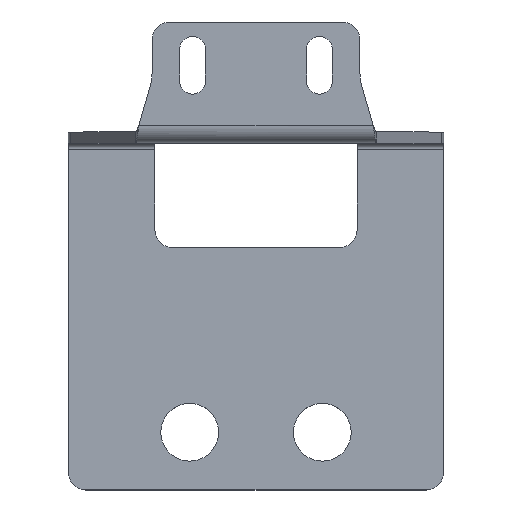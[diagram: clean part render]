
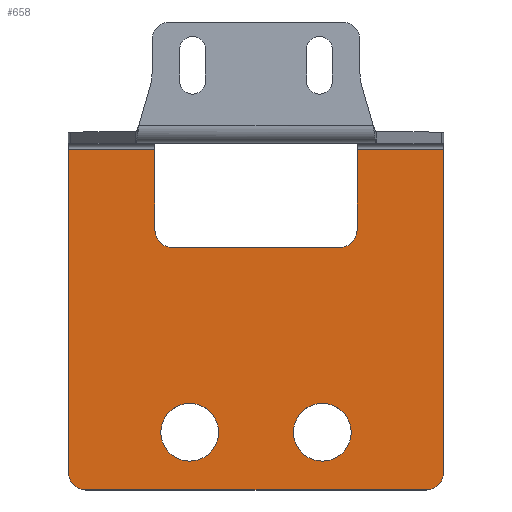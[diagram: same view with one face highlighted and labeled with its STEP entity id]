
A CAD part, top view. The second image highlights one B-rep face of the part: STEP entity #658.
In plain terms, the highlighted planar face has unit normal (0, 0, 1).
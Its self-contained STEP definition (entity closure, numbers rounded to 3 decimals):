
#29 = EDGE_LOOP ( 'NONE', ( #567, #1775 ) ) ;
#54 = DIRECTION ( 'NONE',  ( 0., 0., -1. ) ) ;
#64 = CARTESIAN_POINT ( 'NONE',  ( 11.5, -15., 0. ) ) ;
#68 = LINE ( 'NONE', #1930, #1632 ) ;
#88 = ORIENTED_EDGE ( 'NONE', *, *, #1543, .T. ) ;
#94 = CARTESIAN_POINT ( 'NONE',  ( 17.5, 0., 0. ) ) ;
#120 = ORIENTED_EDGE ( 'NONE', *, *, #392, .F. ) ;
#129 = DIRECTION ( 'NONE',  ( 0., 0., -1. ) ) ;
#140 = LINE ( 'NONE', #1223, #889 ) ;
#141 = EDGE_CURVE ( 'NONE', #956, #1907, #940, .T. ) ;
#145 = CARTESIAN_POINT ( 'NONE',  ( 32.5, 34., 0. ) ) ;
#149 = CIRCLE ( 'NONE', #204, 3. ) ;
#175 = EDGE_CURVE ( 'NONE', #709, #784, #140, .T. ) ;
#183 = ORIENTED_EDGE ( 'NONE', *, *, #592, .F. ) ;
#204 = AXIS2_PLACEMENT_3D ( 'NONE', #1001, #992, #1355 ) ;
#219 = AXIS2_PLACEMENT_3D ( 'NONE', #1720, #331, #1253 ) ;
#232 = EDGE_CURVE ( 'NONE', #1688, #1318, #1506, .T. ) ;
#236 = CARTESIAN_POINT ( 'NONE',  ( 29.5, -25., 0. ) ) ;
#260 = VECTOR ( 'NONE', #903, 1000. ) ;
#297 = CARTESIAN_POINT ( 'NONE',  ( 14.5, 17., 0. ) ) ;
#301 = DIRECTION ( 'NONE',  ( 0., 1., 0. ) ) ;
#304 = VERTEX_POINT ( 'NONE', #1807 ) ;
#323 = CIRCLE ( 'NONE', #832, 5. ) ;
#331 = DIRECTION ( 'NONE',  ( 0., 0., 1. ) ) ;
#341 = DIRECTION ( 'NONE',  ( 0., 0., -1. ) ) ;
#357 = ORIENTED_EDGE ( 'NONE', *, *, #141, .F. ) ;
#383 = CARTESIAN_POINT ( 'NONE',  ( -6.5, -15., 0. ) ) ;
#392 = EDGE_CURVE ( 'NONE', #1907, #304, #68, .T. ) ;
#410 = ORIENTED_EDGE ( 'NONE', *, *, #232, .F. ) ;
#415 = CARTESIAN_POINT ( 'NONE',  ( -32.5, -22., 0. ) ) ;
#500 = CARTESIAN_POINT ( 'NONE',  ( 17.5, 20., 0. ) ) ;
#538 = AXIS2_PLACEMENT_3D ( 'NONE', #1172, #129, #1024 ) ;
#550 = DIRECTION ( 'NONE',  ( 0., -1., 0. ) ) ;
#553 = LINE ( 'NONE', #1601, #597 ) ;
#567 = ORIENTED_EDGE ( 'NONE', *, *, #1646, .T. ) ;
#572 = AXIS2_PLACEMENT_3D ( 'NONE', #850, #341, #1425 ) ;
#590 = AXIS2_PLACEMENT_3D ( 'NONE', #848, #1774, #690 ) ;
#592 = EDGE_CURVE ( 'NONE', #947, #1481, #323, .T. ) ;
#597 = VECTOR ( 'NONE', #833, 1000. ) ;
#607 = CARTESIAN_POINT ( 'NONE',  ( -29.5, -25., 0. ) ) ;
#609 = AXIS2_PLACEMENT_3D ( 'NONE', #1184, #1031, #1804 ) ;
#613 = DIRECTION ( 'NONE',  ( 1., 0., 0. ) ) ;
#621 = VECTOR ( 'NONE', #1339, 1000. ) ;
#623 = CARTESIAN_POINT ( 'NONE',  ( -32.5, 34., 0. ) ) ;
#631 = VERTEX_POINT ( 'NONE', #500 ) ;
#658 = ADVANCED_FACE ( 'NONE', ( #1004, #1554, #1824 ), #1410, .T. ) ;
#673 = EDGE_CURVE ( 'NONE', #956, #1138, #553, .T. ) ;
#681 = CARTESIAN_POINT ( 'NONE',  ( -16.5, -15., 0. ) ) ;
#690 = DIRECTION ( 'NONE',  ( -1., 0., 0. ) ) ;
#700 = CIRCLE ( 'NONE', #1341, 3. ) ;
#709 = VERTEX_POINT ( 'NONE', #1448 ) ;
#717 = CARTESIAN_POINT ( 'NONE',  ( 0., 17., 0. ) ) ;
#754 = CARTESIAN_POINT ( 'NONE',  ( -29.5, -22., 0. ) ) ;
#760 = DIRECTION ( 'NONE',  ( 1., 0., 0. ) ) ;
#779 = CARTESIAN_POINT ( 'NONE',  ( 16.5, -15., 0. ) ) ;
#784 = VERTEX_POINT ( 'NONE', #145 ) ;
#832 = AXIS2_PLACEMENT_3D ( 'NONE', #64, #967, #1885 ) ;
#833 = DIRECTION ( 'NONE',  ( 0., -1., 0. ) ) ;
#848 = CARTESIAN_POINT ( 'NONE',  ( -11.5, -15., 0. ) ) ;
#850 = CARTESIAN_POINT ( 'NONE',  ( -11.5, -15., 0. ) ) ;
#862 = ORIENTED_EDGE ( 'NONE', *, *, #1331, .F. ) ;
#863 = CIRCLE ( 'NONE', #572, 5. ) ;
#867 = EDGE_CURVE ( 'NONE', #1303, #304, #1479, .T. ) ;
#878 = EDGE_CURVE ( 'NONE', #1499, #784, #1892, .T. ) ;
#887 = EDGE_CURVE ( 'NONE', #1303, #1503, #1162, .T. ) ;
#889 = VECTOR ( 'NONE', #301, 1000. ) ;
#903 = DIRECTION ( 'NONE',  ( 1., 0., 0. ) ) ;
#907 = ORIENTED_EDGE ( 'NONE', *, *, #887, .F. ) ;
#925 = CIRCLE ( 'NONE', #590, 5. ) ;
#940 = LINE ( 'NONE', #1841, #1706 ) ;
#947 = VERTEX_POINT ( 'NONE', #1385 ) ;
#953 = DIRECTION ( 'NONE',  ( 1., 0., 0. ) ) ;
#956 = VERTEX_POINT ( 'NONE', #623 ) ;
#967 = DIRECTION ( 'NONE',  ( 0., 0., 1. ) ) ;
#992 = DIRECTION ( 'NONE',  ( 0., 0., 1. ) ) ;
#1001 = CARTESIAN_POINT ( 'NONE',  ( 29.5, -22., 0. ) ) ;
#1004 = FACE_OUTER_BOUND ( 'NONE', #1538, .T. ) ;
#1024 = DIRECTION ( 'NONE',  ( 1., 0., 0. ) ) ;
#1031 = DIRECTION ( 'NONE',  ( 0., 0., 1. ) ) ;
#1048 = DIRECTION ( 'NONE',  ( -1., 0., 0. ) ) ;
#1098 = CARTESIAN_POINT ( 'NONE',  ( 14.5, 20., 0. ) ) ;
#1138 = VERTEX_POINT ( 'NONE', #415 ) ;
#1139 = EDGE_CURVE ( 'NONE', #1209, #1177, #863, .T. ) ;
#1161 = ORIENTED_EDGE ( 'NONE', *, *, #1854, .T. ) ;
#1162 = LINE ( 'NONE', #717, #621 ) ;
#1172 = CARTESIAN_POINT ( 'NONE',  ( -14.5, 20., 0. ) ) ;
#1176 = ORIENTED_EDGE ( 'NONE', *, *, #1222, .F. ) ;
#1177 = VERTEX_POINT ( 'NONE', #383 ) ;
#1184 = CARTESIAN_POINT ( 'NONE',  ( 11.5, -15., 0. ) ) ;
#1209 = VERTEX_POINT ( 'NONE', #681 ) ;
#1222 = EDGE_CURVE ( 'NONE', #631, #1499, #1945, .T. ) ;
#1223 = CARTESIAN_POINT ( 'NONE',  ( 32.5, 35., 0. ) ) ;
#1253 = DIRECTION ( 'NONE',  ( 1., 0., 0. ) ) ;
#1276 = EDGE_LOOP ( 'NONE', ( #862, #183 ) ) ;
#1303 = VERTEX_POINT ( 'NONE', #1902 ) ;
#1306 = ORIENTED_EDGE ( 'NONE', *, *, #867, .T. ) ;
#1318 = VERTEX_POINT ( 'NONE', #607 ) ;
#1331 = EDGE_CURVE ( 'NONE', #1481, #947, #1401, .T. ) ;
#1339 = DIRECTION ( 'NONE',  ( 1., 0., 0. ) ) ;
#1341 = AXIS2_PLACEMENT_3D ( 'NONE', #754, #1683, #613 ) ;
#1355 = DIRECTION ( 'NONE',  ( 1., 0., 0. ) ) ;
#1370 = EDGE_CURVE ( 'NONE', #1688, #709, #149, .T. ) ;
#1385 = CARTESIAN_POINT ( 'NONE',  ( 6.5, -15., 0. ) ) ;
#1391 = CARTESIAN_POINT ( 'NONE',  ( 17.5, 34., 0. ) ) ;
#1401 = CIRCLE ( 'NONE', #609, 5. ) ;
#1410 = PLANE ( 'NONE',  #219 ) ;
#1425 = DIRECTION ( 'NONE',  ( -1., 0., 0. ) ) ;
#1448 = CARTESIAN_POINT ( 'NONE',  ( 32.5, -22., 0. ) ) ;
#1479 = CIRCLE ( 'NONE', #538, 3. ) ;
#1481 = VERTEX_POINT ( 'NONE', #779 ) ;
#1484 = CARTESIAN_POINT ( 'NONE',  ( -32.5, 34., 0. ) ) ;
#1499 = VERTEX_POINT ( 'NONE', #1391 ) ;
#1503 = VERTEX_POINT ( 'NONE', #297 ) ;
#1506 = LINE ( 'NONE', #1968, #1922 ) ;
#1518 = ORIENTED_EDGE ( 'NONE', *, *, #1370, .T. ) ;
#1536 = ORIENTED_EDGE ( 'NONE', *, *, #878, .F. ) ;
#1538 = EDGE_LOOP ( 'NONE', ( #410, #1518, #1711, #1536, #1176, #1161, #907, #1306, #120, #357, #1722, #88 ) ) ;
#1543 = EDGE_CURVE ( 'NONE', #1138, #1318, #700, .T. ) ;
#1550 = AXIS2_PLACEMENT_3D ( 'NONE', #1098, #54, #953 ) ;
#1554 = FACE_BOUND ( 'NONE', #29, .T. ) ;
#1601 = CARTESIAN_POINT ( 'NONE',  ( -32.5, 35., 0. ) ) ;
#1618 = DIRECTION ( 'NONE',  ( 0., 1., 0. ) ) ;
#1632 = VECTOR ( 'NONE', #550, 1000. ) ;
#1646 = EDGE_CURVE ( 'NONE', #1177, #1209, #925, .T. ) ;
#1683 = DIRECTION ( 'NONE',  ( 0., 0., 1. ) ) ;
#1688 = VERTEX_POINT ( 'NONE', #236 ) ;
#1706 = VECTOR ( 'NONE', #760, 1000. ) ;
#1711 = ORIENTED_EDGE ( 'NONE', *, *, #175, .T. ) ;
#1720 = CARTESIAN_POINT ( 'NONE',  ( 0., 0., 0. ) ) ;
#1722 = ORIENTED_EDGE ( 'NONE', *, *, #673, .T. ) ;
#1774 = DIRECTION ( 'NONE',  ( 0., 0., -1. ) ) ;
#1775 = ORIENTED_EDGE ( 'NONE', *, *, #1139, .T. ) ;
#1804 = DIRECTION ( 'NONE',  ( 1., 0., 0. ) ) ;
#1807 = CARTESIAN_POINT ( 'NONE',  ( -17.5, 20., 0. ) ) ;
#1824 = FACE_BOUND ( 'NONE', #1276, .T. ) ;
#1841 = CARTESIAN_POINT ( 'NONE',  ( -32.5, 34., 0. ) ) ;
#1852 = CIRCLE ( 'NONE', #1550, 3. ) ;
#1854 = EDGE_CURVE ( 'NONE', #631, #1503, #1852, .T. ) ;
#1861 = CARTESIAN_POINT ( 'NONE',  ( -17.5, 34., 0. ) ) ;
#1885 = DIRECTION ( 'NONE',  ( 1., 0., 0. ) ) ;
#1892 = LINE ( 'NONE', #1484, #260 ) ;
#1895 = VECTOR ( 'NONE', #1618, 1000. ) ;
#1902 = CARTESIAN_POINT ( 'NONE',  ( -14.5, 17., 0. ) ) ;
#1907 = VERTEX_POINT ( 'NONE', #1861 ) ;
#1922 = VECTOR ( 'NONE', #1048, 1000. ) ;
#1930 = CARTESIAN_POINT ( 'NONE',  ( -17.5, 0., 0. ) ) ;
#1945 = LINE ( 'NONE', #94, #1895 ) ;
#1968 = CARTESIAN_POINT ( 'NONE',  ( -32.5, -25., 0. ) ) ;
